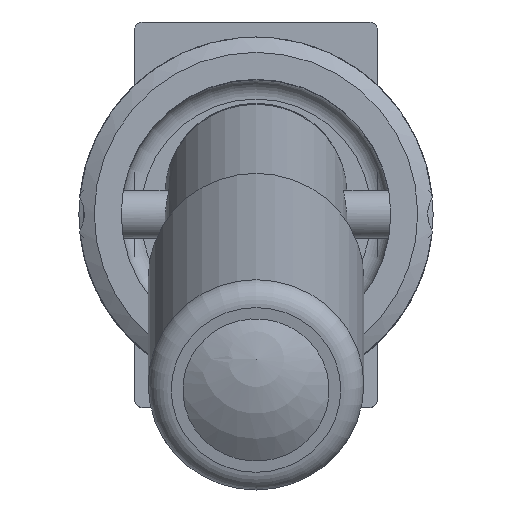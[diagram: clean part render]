
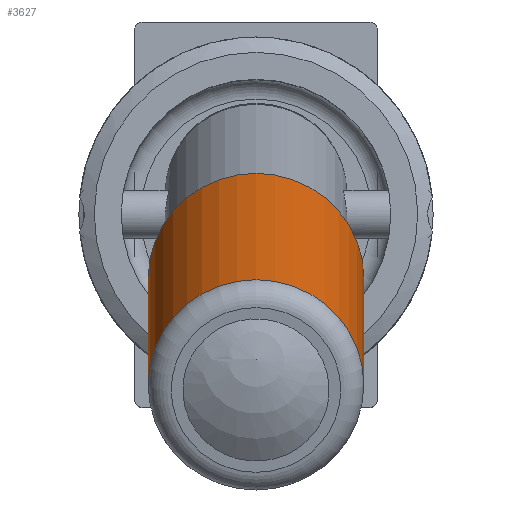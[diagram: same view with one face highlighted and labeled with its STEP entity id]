
A CAD part, top view. The second image highlights one B-rep face of the part: STEP entity #3627.
In plain terms, the highlighted cylindrical face has radius 3.556 mm (diameter 7.112 mm), a full revolution.
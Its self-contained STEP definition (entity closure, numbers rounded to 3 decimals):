
#3611 = EDGE_CURVE('',#3612,#3612,#3614,.T.);
#3612 = VERTEX_POINT('',#3613);
#3613 = CARTESIAN_POINT('',(0.,-2.94,
    34.601));
#3614 = CIRCLE('',#3615,3.556);
#3615 = AXIS2_PLACEMENT_3D('',#3616,#3617,#3618);
#3616 = CARTESIAN_POINT('',(0.,0.516,
    35.439));
#3617 = DIRECTION('',(0.,0.236,-0.972
    ));
#3618 = DIRECTION('',(0.,0.972,0.236)
  );
#3627 = ADVANCED_FACE('',(#3628),#3656,.T.);
#3628 = FACE_BOUND('',#3629,.T.);
#3629 = EDGE_LOOP('',(#3630,#3631,#3639,#3648,#3655));
#3630 = ORIENTED_EDGE('',*,*,#3611,.F.);
#3631 = ORIENTED_EDGE('',*,*,#3632,.T.);
#3632 = EDGE_CURVE('',#3612,#3633,#3635,.T.);
#3633 = VERTEX_POINT('',#3634);
#3634 = CARTESIAN_POINT('',(0.,-6.471,
    49.165));
#3635 = LINE('',#3636,#3637);
#3636 = CARTESIAN_POINT('',(0.,0.202,
    21.641));
#3637 = VECTOR('',#3638,1.);
#3638 = DIRECTION('',(0.,-0.236,0.972)
  );
#3639 = ORIENTED_EDGE('',*,*,#3640,.T.);
#3640 = EDGE_CURVE('',#3633,#3641,#3643,.T.);
#3641 = VERTEX_POINT('',#3642);
#3642 = CARTESIAN_POINT('',(3.556,-3.015,50.003));
#3643 = CIRCLE('',#3644,3.556);
#3644 = AXIS2_PLACEMENT_3D('',#3645,#3646,#3647);
#3645 = CARTESIAN_POINT('',(0.,-3.015,
    50.003));
#3646 = DIRECTION('',(0.,0.236,-0.972
    ));
#3647 = DIRECTION('',(0.,0.972,0.236)
  );
#3648 = ORIENTED_EDGE('',*,*,#3649,.T.);
#3649 = EDGE_CURVE('',#3641,#3633,#3650,.T.);
#3650 = CIRCLE('',#3651,3.556);
#3651 = AXIS2_PLACEMENT_3D('',#3652,#3653,#3654);
#3652 = CARTESIAN_POINT('',(0.,-3.015,
    50.003));
#3653 = DIRECTION('',(0.,0.236,-0.972
    ));
#3654 = DIRECTION('',(0.,0.972,0.236)
  );
#3655 = ORIENTED_EDGE('',*,*,#3632,.F.);
#3656 = CYLINDRICAL_SURFACE('',#3657,3.556);
#3657 = AXIS2_PLACEMENT_3D('',#3658,#3659,#3660);
#3658 = CARTESIAN_POINT('',(0.,3.658,22.479));
#3659 = DIRECTION('',(0.,0.236,-0.972
    ));
#3660 = DIRECTION('',(0.,0.972,0.236)
  );
